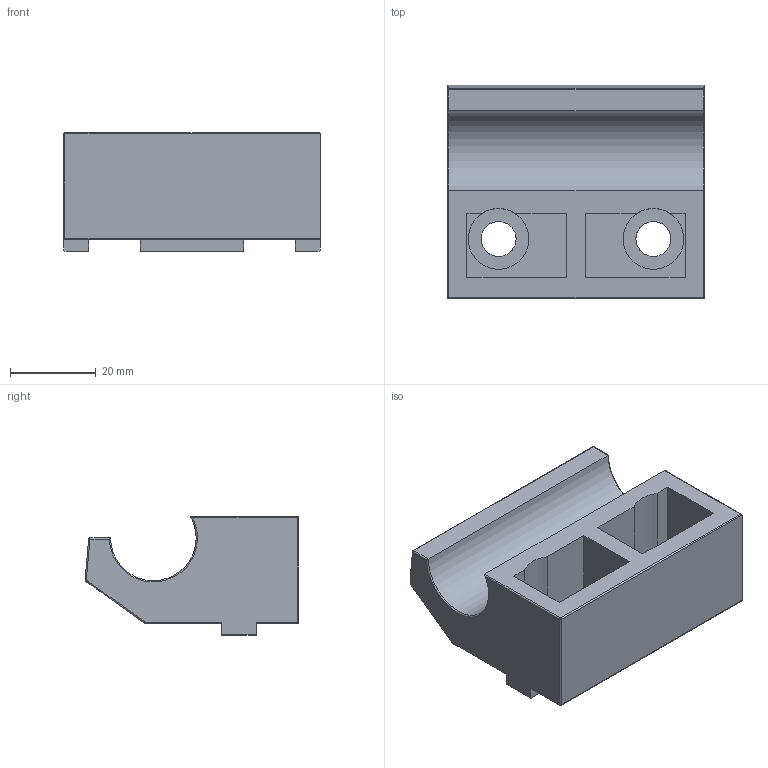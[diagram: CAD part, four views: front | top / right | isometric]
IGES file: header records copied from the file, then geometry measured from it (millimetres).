
Global section: file name: 820101.stp.ipt; native system: Autodesk Inventor 2014; preprocessor: unknown; author: zeman; date: 20151020.100248; units: millimetre
Bounding box: 60 x 49.95 x 27.8 mm (x, y, z)
Volume: 37633.1 mm3; surface area: 15405.3 mm2
Topology: 1 solids, 1 shells, 96 faces, 251 edges, 156 vertices
Faces by surface type: plane 51, cylinder 30, revolution 11, sphere 4
